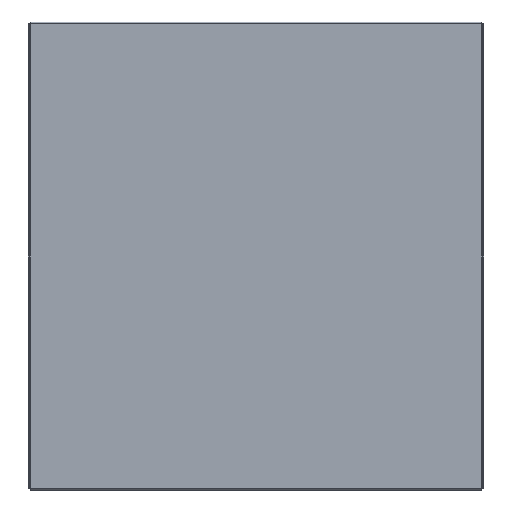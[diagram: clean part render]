
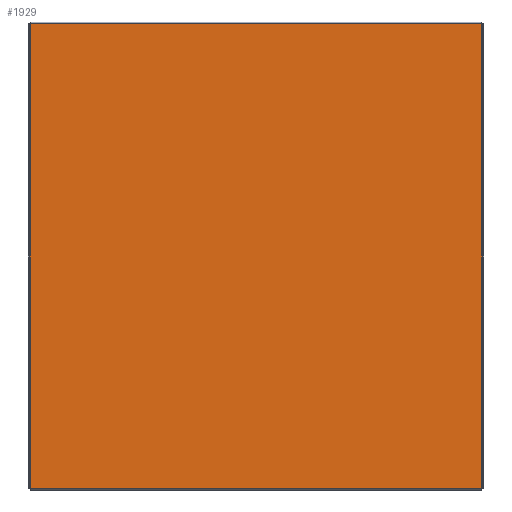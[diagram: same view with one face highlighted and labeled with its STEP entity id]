
A CAD part, front view. The second image highlights one B-rep face of the part: STEP entity #1929.
In plain terms, the highlighted planar face has unit normal (0, -1, 0).
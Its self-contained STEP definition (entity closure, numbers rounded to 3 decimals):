
#140 = ORIENTED_EDGE ( 'NONE', *, *, #886, .F. ) ;
#272 = CARTESIAN_POINT ( 'NONE',  ( -250.8, -1.2, -257.8 ) ) ;
#283 = LINE ( 'NONE', #1055, #752 ) ;
#455 = EDGE_CURVE ( 'NONE', #901, #1756, #1779, .T. ) ;
#509 = ORIENTED_EDGE ( 'NONE', *, *, #1317, .F. ) ;
#534 = DIRECTION ( 'NONE',  ( 0., 0., 1. ) ) ;
#580 = CARTESIAN_POINT ( 'NONE',  ( 250.8, -1.2, -257.8 ) ) ;
#634 = FACE_OUTER_BOUND ( 'NONE', #1688, .T. ) ;
#736 = ORIENTED_EDGE ( 'NONE', *, *, #1287, .F. ) ;
#737 = DIRECTION ( 'NONE',  ( 1., 0., 0. ) ) ;
#752 = VECTOR ( 'NONE', #2187, 1000. ) ;
#802 = VERTEX_POINT ( 'NONE', #1683 ) ;
#886 = EDGE_CURVE ( 'NONE', #2446, #901, #283, .T. ) ;
#901 = VERTEX_POINT ( 'NONE', #580 ) ;
#936 = ORIENTED_EDGE ( 'NONE', *, *, #455, .F. ) ;
#956 = CARTESIAN_POINT ( 'NONE',  ( 250.8, -1.2, 257.8 ) ) ;
#1055 = CARTESIAN_POINT ( 'NONE',  ( 250.8, -1.2, 257.8 ) ) ;
#1238 = DIRECTION ( 'NONE',  ( -1., 0., 0. ) ) ;
#1287 = EDGE_CURVE ( 'NONE', #1756, #802, #1602, .T. ) ;
#1317 = EDGE_CURVE ( 'NONE', #802, #2446, #2401, .T. ) ;
#1384 = CARTESIAN_POINT ( 'NONE',  ( 253., -1.2, 257.8 ) ) ;
#1395 = CARTESIAN_POINT ( 'NONE',  ( -250.8, -1.2, -257.8 ) ) ;
#1403 = PLANE ( 'NONE',  #2322 ) ;
#1428 = CARTESIAN_POINT ( 'NONE',  ( 0., -1.2, 0. ) ) ;
#1602 = LINE ( 'NONE', #1395, #2176 ) ;
#1683 = CARTESIAN_POINT ( 'NONE',  ( -250.8, -1.2, 257.8 ) ) ;
#1688 = EDGE_LOOP ( 'NONE', ( #140, #509, #736, #936 ) ) ;
#1756 = VERTEX_POINT ( 'NONE', #272 ) ;
#1779 = LINE ( 'NONE', #2582, #2277 ) ;
#1872 = DIRECTION ( 'NONE',  ( 0., 0., 1. ) ) ;
#1900 = DIRECTION ( 'NONE',  ( 0., 1., 0. ) ) ;
#1929 = ADVANCED_FACE ( 'NONE', ( #634 ), #1403, .F. ) ;
#2176 = VECTOR ( 'NONE', #1872, 1000. ) ;
#2187 = DIRECTION ( 'NONE',  ( 0., 0., -1. ) ) ;
#2240 = VECTOR ( 'NONE', #737, 1000. ) ;
#2277 = VECTOR ( 'NONE', #1238, 1000. ) ;
#2322 = AXIS2_PLACEMENT_3D ( 'NONE', #1428, #1900, #534 ) ;
#2401 = LINE ( 'NONE', #1384, #2240 ) ;
#2446 = VERTEX_POINT ( 'NONE', #956 ) ;
#2582 = CARTESIAN_POINT ( 'NONE',  ( 253., -1.2, -257.8 ) ) ;
